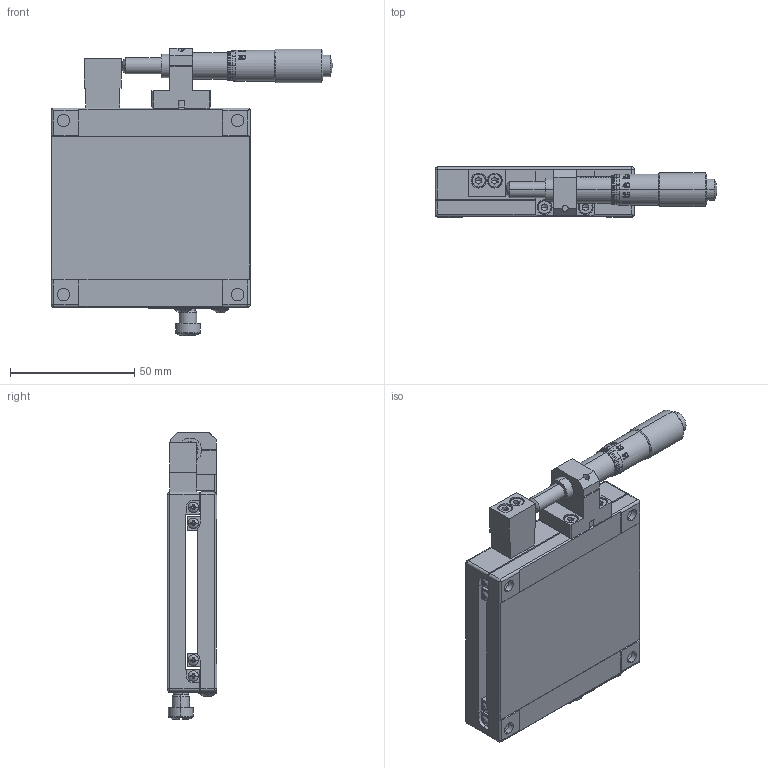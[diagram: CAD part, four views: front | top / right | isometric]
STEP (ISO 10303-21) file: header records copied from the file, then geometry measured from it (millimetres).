
FILE_DESCRIPTION (( 'STEP AP203' ), '1' );
FILE_NAME ('MX80-SS(«¬¿ý).STEP', '2013-05-09T06:32:22', ( '123' ), ( '' ), 'SwSTEP 2.0', 'SolidWorks 2013', '' );
FILE_SCHEMA (( 'CONFIG_CONTROL_DESIGN' ));
Length unit declared in the file: millimetre
Products named in the file (4): Group1^MX80-SS(型錄); SC03B020_SUS304; Group2^MX80-SS(型錄); MX80-SS(型錄)
Assembly tree (6 placements, depth 2):
  MX80-SS(型錄)
    Group1^MX80-SS(型錄)
    Group2^MX80-SS(型錄)
    SC03B020_SUS304  x4
Bounding box: 113.25 x 20 x 115.4 mm (x, y, z)
Volume: 119855.9 mm3; surface area: 44474 mm2
Topology: 6 solids, 6 shells, 1961 faces, 5207 edges, 3328 vertices
Faces by surface type: plane 1132, cylinder 356, bspline 225, cone 196, sphere 30, torus 22
Entity records: 78106 total; most frequent: CARTESIAN_POINT 31530, ORIENTED_EDGE 10010, DIRECTION 9057, EDGE_CURVE 5005, VERTEX_POINT 3229, AXIS2_PLACEMENT_3D 3045, LINE 2967, VECTOR 2967
